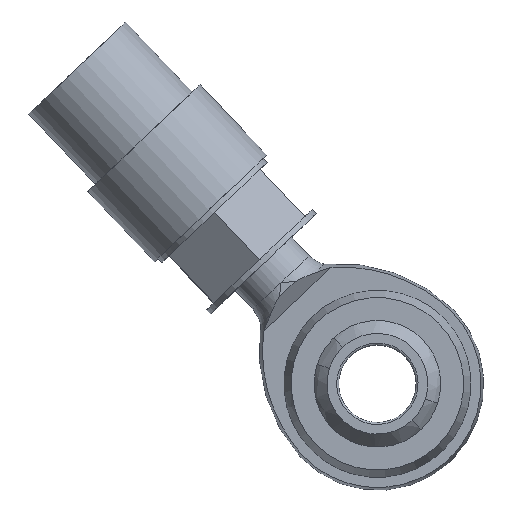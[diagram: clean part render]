
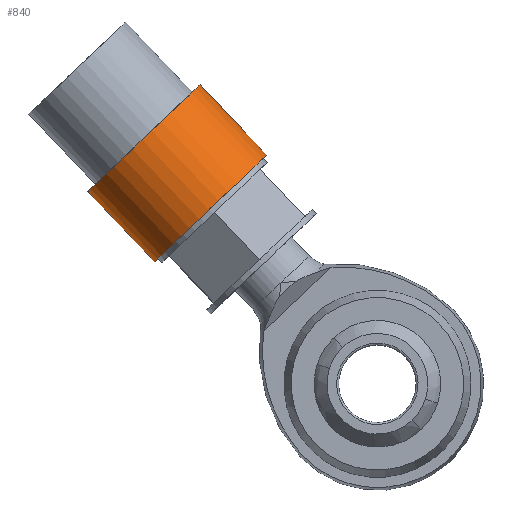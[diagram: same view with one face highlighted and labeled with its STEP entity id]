
A CAD part, top view. The second image highlights one B-rep face of the part: STEP entity #840.
In plain terms, the highlighted cylindrical face has radius 8 mm (diameter 16 mm), a full revolution.
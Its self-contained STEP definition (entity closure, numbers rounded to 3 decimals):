
#141=FACE_OUTER_BOUND('',#192,.T.);
#192=EDGE_LOOP('',(#582,#583,#584,#585,#586,#587));
#256=LINE('',#1388,#279);
#279=VECTOR('',#1119,8.);
#302=CIRCLE('',#988,8.);
#303=CIRCLE('',#989,8.);
#304=CIRCLE('',#990,8.);
#305=CIRCLE('',#991,8.);
#370=VERTEX_POINT('',#1383);
#371=VERTEX_POINT('',#1384);
#372=VERTEX_POINT('',#1387);
#373=VERTEX_POINT('',#1389);
#457=EDGE_CURVE('',#370,#371,#302,.T.);
#458=EDGE_CURVE('',#371,#370,#303,.T.);
#459=EDGE_CURVE('',#371,#372,#256,.T.);
#460=EDGE_CURVE('',#372,#373,#304,.T.);
#461=EDGE_CURVE('',#373,#372,#305,.T.);
#582=ORIENTED_EDGE('',*,*,#457,.F.);
#583=ORIENTED_EDGE('',*,*,#458,.F.);
#584=ORIENTED_EDGE('',*,*,#459,.T.);
#585=ORIENTED_EDGE('',*,*,#460,.T.);
#586=ORIENTED_EDGE('',*,*,#461,.T.);
#587=ORIENTED_EDGE('',*,*,#459,.F.);
#832=CYLINDRICAL_SURFACE('',#987,8.);
#840=ADVANCED_FACE('',(#141),#832,.T.);
#987=AXIS2_PLACEMENT_3D('',#1382,#1113,#1114);
#988=AXIS2_PLACEMENT_3D('',#1385,#1115,#1116);
#989=AXIS2_PLACEMENT_3D('',#1386,#1117,#1118);
#990=AXIS2_PLACEMENT_3D('',#1390,#1120,#1121);
#991=AXIS2_PLACEMENT_3D('',#1391,#1122,#1123);
#1113=DIRECTION('center_axis',(0.,0.,-1.));
#1114=DIRECTION('ref_axis',(1.,0.,0.));
#1115=DIRECTION('center_axis',(0.,0.,-1.));
#1116=DIRECTION('ref_axis',(1.,0.,0.));
#1117=DIRECTION('center_axis',(0.,0.,-1.));
#1118=DIRECTION('ref_axis',(1.,0.,0.));
#1119=DIRECTION('',(0.,0.,1.));
#1120=DIRECTION('center_axis',(0.,0.,-1.));
#1121=DIRECTION('ref_axis',(1.,0.,0.));
#1122=DIRECTION('center_axis',(0.,0.,-1.));
#1123=DIRECTION('ref_axis',(1.,0.,0.));
#1382=CARTESIAN_POINT('Origin',(0.,0.,5.));
#1383=CARTESIAN_POINT('',(8.,0.,0.));
#1384=CARTESIAN_POINT('',(-8.,0.,0.));
#1385=CARTESIAN_POINT('Origin',(0.,0.,0.));
#1386=CARTESIAN_POINT('Origin',(0.,0.,0.));
#1387=CARTESIAN_POINT('',(-8.,0.,10.));
#1388=CARTESIAN_POINT('',(-8.,0.,5.));
#1389=CARTESIAN_POINT('',(8.,0.,10.));
#1390=CARTESIAN_POINT('Origin',(0.,0.,10.));
#1391=CARTESIAN_POINT('Origin',(0.,0.,10.));
